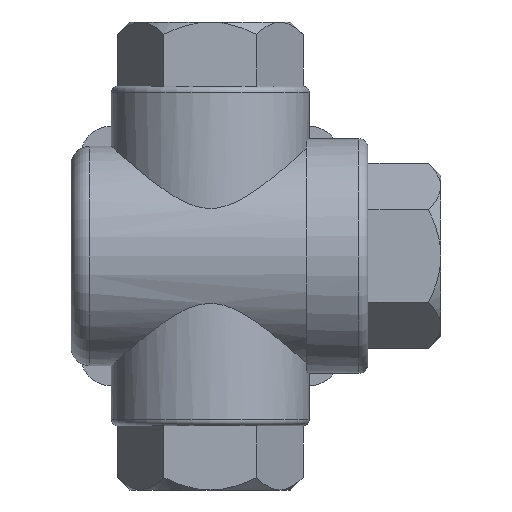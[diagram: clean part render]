
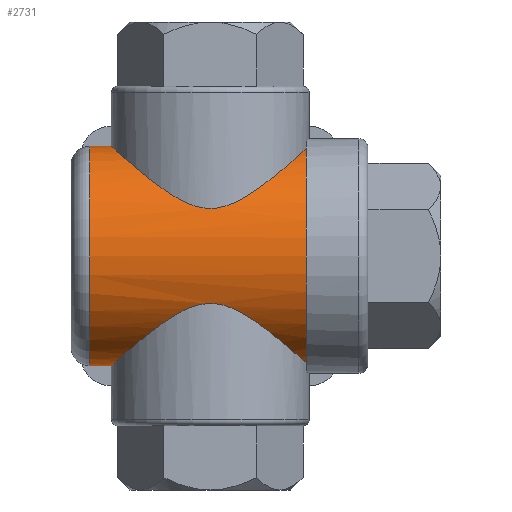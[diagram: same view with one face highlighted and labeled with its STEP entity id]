
A CAD part, front view. The second image highlights one B-rep face of the part: STEP entity #2731.
In plain terms, the highlighted cylindrical face has radius 17.75 mm (diameter 35.5 mm), a full revolution.
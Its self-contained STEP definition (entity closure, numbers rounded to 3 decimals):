
#35=B_SPLINE_CURVE_WITH_KNOTS('',3,(#4293,#4294,#4295,#4296,#4297,#4298,
#4299,#4300,#4301,#4302,#4303,#4304,#4305,#4306,#4307,#4308,#4309,#4310,
#4311,#4312,#4313,#4314,#4315,#4316),.UNSPECIFIED.,.F.,.F.,(4,1,1,1,1,1,
1,1,1,1,1,1,1,1,1,1,1,1,1,1,1,4),(0.,0.005,0.007,
0.009,0.014,0.018,0.02,
0.023,0.025,0.027,0.029,
0.032,0.034,0.036,0.041,
0.045,0.05,0.054,0.059,
0.063,0.068,0.072),.UNSPECIFIED.);
#37=B_SPLINE_CURVE_WITH_KNOTS('',3,(#4331,#4332,#4333,#4334,#4335,#4336,
#4337,#4338,#4339),.UNSPECIFIED.,.F.,.F.,(4,1,1,1,1,1,4),(0.005,
0.011,0.014,0.017,0.02,
0.023,0.028),.UNSPECIFIED.);
#38=B_SPLINE_CURVE_WITH_KNOTS('',3,(#4341,#4342,#4343,#4344,#4345,#4346,
#4347,#4348,#4349,#4350,#4351,#4352,#4353,#4354,#4355,#4356,#4357,#4358,
#4359,#4360,#4361,#4362),.UNSPECIFIED.,.F.,.F.,(4,1,1,1,1,1,1,1,1,1,1,1,
1,1,1,1,1,1,1,4),(0.029,0.033,0.038,
0.042,0.047,0.051,0.056,
0.06,0.065,0.069,0.072,
0.074,0.076,0.078,0.081,
0.083,0.087,0.092,0.097,
0.101),.UNSPECIFIED.);
#154=CYLINDRICAL_SURFACE('',#2966,17.75);
#240=CIRCLE('',#2967,17.75);
#241=CIRCLE('',#2968,17.75);
#502=ORIENTED_EDGE('',*,*,#1281,.T.);
#503=ORIENTED_EDGE('',*,*,#1286,.F.);
#504=ORIENTED_EDGE('',*,*,#1287,.T.);
#505=ORIENTED_EDGE('',*,*,#1288,.F.);
#506=ORIENTED_EDGE('',*,*,#1289,.T.);
#1281=EDGE_CURVE('',#1659,#1658,#35,.T.);
#1286=EDGE_CURVE('',#1663,#1658,#37,.T.);
#1287=EDGE_CURVE('',#1663,#1664,#38,.T.);
#1288=EDGE_CURVE('',#1659,#1664,#240,.T.);
#1289=EDGE_CURVE('',#1665,#1665,#241,.T.);
#1658=VERTEX_POINT('',#4292);
#1659=VERTEX_POINT('',#4317);
#1663=VERTEX_POINT('',#4340);
#1664=VERTEX_POINT('',#4363);
#1665=VERTEX_POINT('',#4366);
#2222=EDGE_LOOP('',(#502,#503,#504,#505));
#2223=EDGE_LOOP('',(#506));
#2439=FACE_BOUND('',#2222,.T.);
#2440=FACE_BOUND('',#2223,.T.);
#2731=ADVANCED_FACE('',(#2439,#2440),#154,.T.);
#2966=AXIS2_PLACEMENT_3D('',#4330,#3431,#3432);
#2967=AXIS2_PLACEMENT_3D('',#4364,#3433,#3434);
#2968=AXIS2_PLACEMENT_3D('',#4365,#3435,#3436);
#3431=DIRECTION('',(1.,0.,0.));
#3432=DIRECTION('',(0.,0.,-1.));
#3433=DIRECTION('',(1.,0.,0.));
#3434=DIRECTION('',(0.,0.,-1.));
#3435=DIRECTION('',(1.,0.,0.));
#3436=DIRECTION('',(0.,0.,-1.));
#4292=CARTESIAN_POINT('',(-5.059,15.179,9.201));
#4293=CARTESIAN_POINT('',(15.5,-3.969,17.301));
#4294=CARTESIAN_POINT('',(15.128,-5.422,16.967));
#4295=CARTESIAN_POINT('',(14.303,-7.403,16.231));
#4296=CARTESIAN_POINT('',(12.771,-9.71,14.901));
#4297=CARTESIAN_POINT('',(11.034,-11.716,13.431));
#4298=CARTESIAN_POINT('',(8.497,-13.737,11.394));
#4299=CARTESIAN_POINT('',(5.558,-15.111,9.372));
#4300=CARTESIAN_POINT('',(2.842,-15.796,8.111));
#4301=CARTESIAN_POINT('',(0.604,-16.044,7.593));
#4302=CARTESIAN_POINT('',(-1.697,-15.963,7.767));
#4303=CARTESIAN_POINT('',(-3.838,-15.58,8.527));
#4304=CARTESIAN_POINT('',(-5.778,-14.964,9.578));
#4305=CARTESIAN_POINT('',(-7.549,-14.15,10.751));
#4306=CARTESIAN_POINT('',(-9.178,-13.153,11.957));
#4307=CARTESIAN_POINT('',(-11.214,-11.54,13.573));
#4308=CARTESIAN_POINT('',(-13.379,-9.085,15.416));
#4309=CARTESIAN_POINT('',(-15.327,-5.26,17.142));
#4310=CARTESIAN_POINT('',(-16.203,-0.778,17.933));
#4311=CARTESIAN_POINT('',(-15.755,3.829,17.527));
#4312=CARTESIAN_POINT('',(-14.116,7.916,16.063));
#4313=CARTESIAN_POINT('',(-11.675,11.176,13.951));
#4314=CARTESIAN_POINT('',(-8.656,13.635,11.516));
#4315=CARTESIAN_POINT('',(-6.344,14.751,9.908));
#4316=CARTESIAN_POINT('',(-5.059,15.179,9.201));
#4317=CARTESIAN_POINT('',(15.5,-3.969,17.301));
#4330=CARTESIAN_POINT('',(25.5,0.,0.));
#4331=CARTESIAN_POINT('',(-5.059,15.179,-9.201));
#4332=CARTESIAN_POINT('',(-6.678,15.719,-8.311));
#4333=CARTESIAN_POINT('',(-8.715,16.728,-6.359));
#4334=CARTESIAN_POINT('',(-10.228,17.587,-2.892));
#4335=CARTESIAN_POINT('',(-10.634,17.83,-0.021));
#4336=CARTESIAN_POINT('',(-10.235,17.591,2.875));
#4337=CARTESIAN_POINT('',(-8.716,16.728,6.361));
#4338=CARTESIAN_POINT('',(-6.67,15.716,8.315));
#4339=CARTESIAN_POINT('',(-5.059,15.179,9.201));
#4340=CARTESIAN_POINT('',(-5.059,15.179,-9.201));
#4341=CARTESIAN_POINT('',(-5.059,15.179,-9.201));
#4342=CARTESIAN_POINT('',(-6.342,14.751,-9.906));
#4343=CARTESIAN_POINT('',(-8.653,13.638,-11.514));
#4344=CARTESIAN_POINT('',(-11.671,11.175,-13.948));
#4345=CARTESIAN_POINT('',(-14.083,7.969,-16.034));
#4346=CARTESIAN_POINT('',(-15.739,3.89,-17.513));
#4347=CARTESIAN_POINT('',(-16.206,-0.698,-17.937));
#4348=CARTESIAN_POINT('',(-15.348,-5.206,-17.161));
#4349=CARTESIAN_POINT('',(-13.406,-9.049,-15.439));
#4350=CARTESIAN_POINT('',(-10.783,-12.031,-13.208));
#4351=CARTESIAN_POINT('',(-8.135,-13.882,-11.139));
#4352=CARTESIAN_POINT('',(-5.784,-14.962,-9.581));
#4353=CARTESIAN_POINT('',(-3.834,-15.581,-8.524));
#4354=CARTESIAN_POINT('',(-1.687,-15.964,-7.764));
#4355=CARTESIAN_POINT('',(0.625,-16.044,-7.593));
#4356=CARTESIAN_POINT('',(2.87,-15.79,-8.122));
#4357=CARTESIAN_POINT('',(5.565,-15.107,-9.379));
#4358=CARTESIAN_POINT('',(8.508,-13.728,-11.403));
#4359=CARTESIAN_POINT('',(11.525,-11.326,-13.825));
#4360=CARTESIAN_POINT('',(14.002,-8.112,-15.963));
#4361=CARTESIAN_POINT('',(15.128,-5.42,-16.968));
#4362=CARTESIAN_POINT('',(15.5,-3.969,-17.301));
#4363=CARTESIAN_POINT('',(15.5,-3.969,-17.301));
#4364=CARTESIAN_POINT('',(15.5,0.,0.));
#4365=CARTESIAN_POINT('',(-19.5,0.,0.));
#4366=CARTESIAN_POINT('',(-19.5,0.,-17.75));
